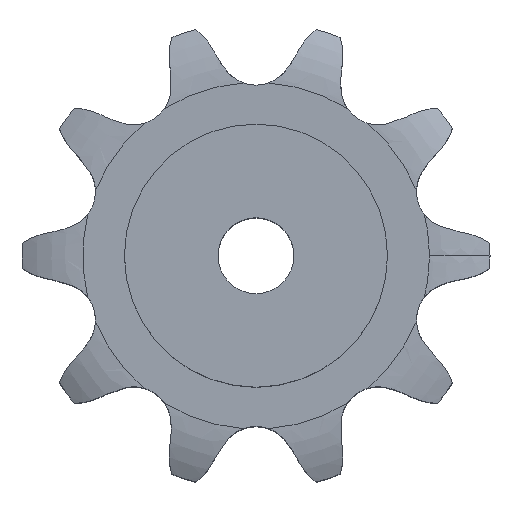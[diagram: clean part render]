
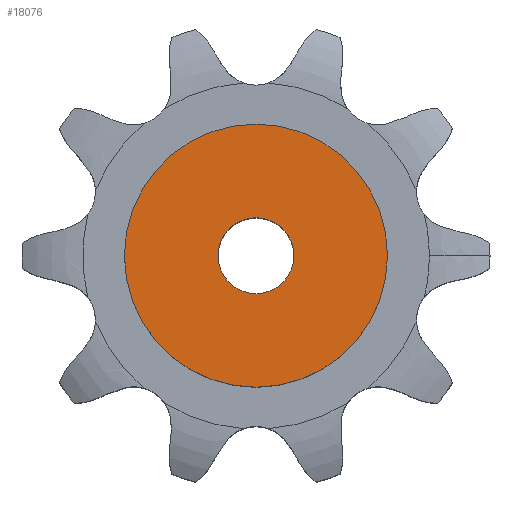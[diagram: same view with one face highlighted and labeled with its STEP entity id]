
A CAD part, top view. The second image highlights one B-rep face of the part: STEP entity #18076.
In plain terms, the highlighted planar face has unit normal (0, 0, 1).
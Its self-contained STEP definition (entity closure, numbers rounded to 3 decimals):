
#9772 = CYLINDRICAL_SURFACE('',#9773,15.);
#9773 = AXIS2_PLACEMENT_3D('',#9774,#9775,#9776);
#9774 = CARTESIAN_POINT('',(0.,0.,340.117));
#9775 = DIRECTION('',(0.,0.,1.));
#9776 = DIRECTION('',(1.,0.,0.));
#12320 = EDGE_CURVE('',#12321,#12321,#12323,.T.);
#12321 = VERTEX_POINT('',#12322);
#12322 = CARTESIAN_POINT('',(15.,0.,120.));
#12323 = SURFACE_CURVE('',#12324,(#12329,#12336),.PCURVE_S1.);
#12324 = CIRCLE('',#12325,15.);
#12325 = AXIS2_PLACEMENT_3D('',#12326,#12327,#12328);
#12326 = CARTESIAN_POINT('',(0.,0.,120.));
#12327 = DIRECTION('',(0.,0.,1.));
#12328 = DIRECTION('',(1.,0.,0.));
#12329 = PCURVE('',#9772,#12330);
#12330 = DEFINITIONAL_REPRESENTATION('',(#12331),#12335);
#12331 = LINE('',#12332,#12333);
#12332 = CARTESIAN_POINT('',(0.,-220.117));
#12333 = VECTOR('',#12334,1.);
#12334 = DIRECTION('',(1.,0.));
#12335 = ( GEOMETRIC_REPRESENTATION_CONTEXT(2) 
PARAMETRIC_REPRESENTATION_CONTEXT() REPRESENTATION_CONTEXT('2D SPACE',''
  ) );
#12336 = PCURVE('',#12337,#12342);
#12337 = PLANE('',#12338);
#12338 = AXIS2_PLACEMENT_3D('',#12339,#12340,#12341);
#12339 = CARTESIAN_POINT('',(0.,0.,120.
    ));
#12340 = DIRECTION('',(0.,0.,1.));
#12341 = DIRECTION('',(1.,0.,0.));
#12342 = DEFINITIONAL_REPRESENTATION('',(#12343),#12347);
#12343 = CIRCLE('',#12344,15.);
#12344 = AXIS2_PLACEMENT_2D('',#12345,#12346);
#12345 = CARTESIAN_POINT('',(0.,0.));
#12346 = DIRECTION('',(1.,0.));
#12347 = ( GEOMETRIC_REPRESENTATION_CONTEXT(2) 
PARAMETRIC_REPRESENTATION_CONTEXT() REPRESENTATION_CONTEXT('2D SPACE',''
  ) );
#18076 = ADVANCED_FACE('',(#18077,#18108),#12337,.T.);
#18077 = FACE_BOUND('',#18078,.T.);
#18078 = EDGE_LOOP('',(#18079));
#18079 = ORIENTED_EDGE('',*,*,#18080,.T.);
#18080 = EDGE_CURVE('',#18081,#18081,#18083,.T.);
#18081 = VERTEX_POINT('',#18082);
#18082 = CARTESIAN_POINT('',(52.,0.,120.));
#18083 = SURFACE_CURVE('',#18084,(#18089,#18096),.PCURVE_S1.);
#18084 = CIRCLE('',#18085,52.);
#18085 = AXIS2_PLACEMENT_3D('',#18086,#18087,#18088);
#18086 = CARTESIAN_POINT('',(0.,0.,120.));
#18087 = DIRECTION('',(0.,0.,1.));
#18088 = DIRECTION('',(1.,0.,0.));
#18089 = PCURVE('',#12337,#18090);
#18090 = DEFINITIONAL_REPRESENTATION('',(#18091),#18095);
#18091 = CIRCLE('',#18092,52.);
#18092 = AXIS2_PLACEMENT_2D('',#18093,#18094);
#18093 = CARTESIAN_POINT('',(0.,0.));
#18094 = DIRECTION('',(1.,0.));
#18095 = ( GEOMETRIC_REPRESENTATION_CONTEXT(2) 
PARAMETRIC_REPRESENTATION_CONTEXT() REPRESENTATION_CONTEXT('2D SPACE',''
  ) );
#18096 = PCURVE('',#18097,#18102);
#18097 = CYLINDRICAL_SURFACE('',#18098,52.);
#18098 = AXIS2_PLACEMENT_3D('',#18099,#18100,#18101);
#18099 = CARTESIAN_POINT('',(0.,0.,0.));
#18100 = DIRECTION('',(-0.,-0.,-1.));
#18101 = DIRECTION('',(1.,0.,0.));
#18102 = DEFINITIONAL_REPRESENTATION('',(#18103),#18107);
#18103 = LINE('',#18104,#18105);
#18104 = CARTESIAN_POINT('',(-0.,-120.));
#18105 = VECTOR('',#18106,1.);
#18106 = DIRECTION('',(-1.,0.));
#18107 = ( GEOMETRIC_REPRESENTATION_CONTEXT(2) 
PARAMETRIC_REPRESENTATION_CONTEXT() REPRESENTATION_CONTEXT('2D SPACE',''
  ) );
#18108 = FACE_BOUND('',#18109,.T.);
#18109 = EDGE_LOOP('',(#18110));
#18110 = ORIENTED_EDGE('',*,*,#12320,.F.);
